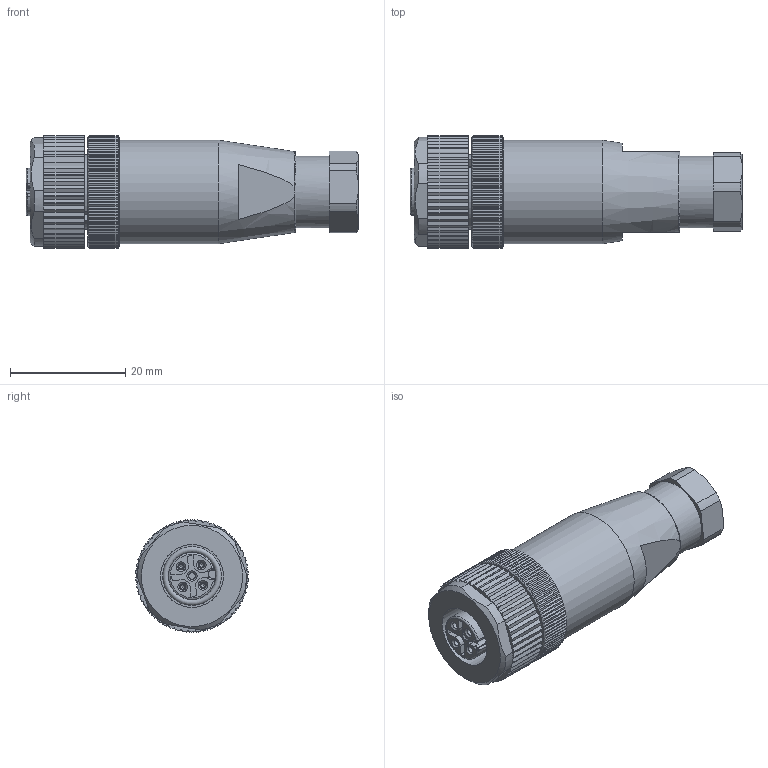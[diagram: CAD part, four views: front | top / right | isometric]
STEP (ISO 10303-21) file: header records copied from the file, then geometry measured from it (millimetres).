
FILE_DESCRIPTION(/* description */ (''),/* implementation_level */ '2;1');
FILE_NAME(/* name */ '99 0430 XXX 04 005_03-4p KD Kunst.stp',/* time_stamp */ '2018-08-08T14:02:36+02:00',/* author */ (''),/* organization */ (''),/* preprocessor_version */ 'ST-DEVELOPER v16',/* originating_system */ 'SIEMENS PLM Software NX 11.0',/* authorisation */ '');
FILE_SCHEMA (('AUTOMOTIVE_DESIGN { 1 0 10303 214 3 1 1 1 }'));
Length unit declared in the file: millimetre
Products named in the file (1): cerl0C04D0514pkz
Bounding box: 57.7 x 19.59 x 19.6 mm (x, y, z)
Volume: 12248.3 mm3; surface area: 5215.9 mm2
Topology: 2 solids, 2 shells, 665 faces, 1889 edges, 1240 vertices
Faces by surface type: plane 410, cylinder 204, cone 42, torus 6, sphere 3
Full cylindrical faces by diameter (mm): 1.05 x4, 1.1 x4, 1.2 x1, 1.6 x4, 1.65 x4, 6.5 x1, 8.2 x1, 10.917 x1, 10.95 x1, 12.5 x1, 18 x1, 19 x1
Entity records: 21328 total; most frequent: CARTESIAN_POINT 4556, ORIENTED_EDGE 3582, DIRECTION 3372, EDGE_CURVE 1791, VERTEX_POINT 1204, AXIS2_PLACEMENT_3D 1178, LINE 1016, VECTOR 1016
